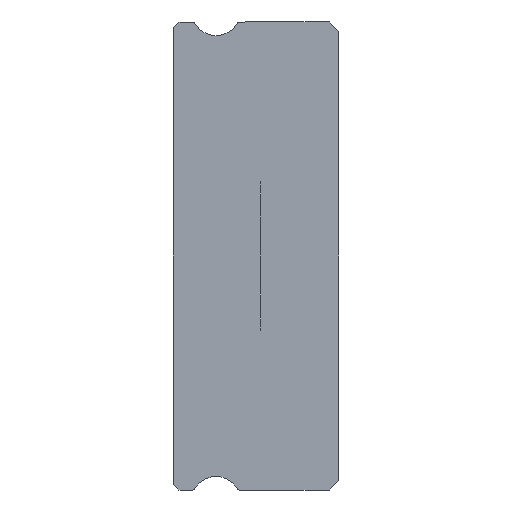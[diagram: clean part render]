
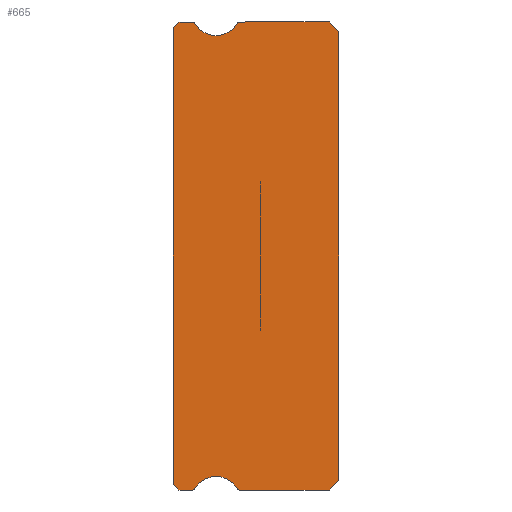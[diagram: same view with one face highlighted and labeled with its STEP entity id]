
A CAD part, left-side view. The second image highlights one B-rep face of the part: STEP entity #665.
In plain terms, the highlighted planar face has unit normal (-1, 0, 0).
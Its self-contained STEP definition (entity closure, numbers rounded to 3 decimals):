
#13 = DIRECTION ( 'NONE',  ( 0., 0., -1. ) ) ;
#29 = DIRECTION ( 'NONE',  ( 0., 0., -1. ) ) ;
#53 = DIRECTION ( 'NONE',  ( 0., 0., -1. ) ) ;
#66 = ORIENTED_EDGE ( 'NONE', *, *, #2836, .F. ) ;
#110 = DIRECTION ( 'NONE',  ( 1., 0., 0. ) ) ;
#121 = VERTEX_POINT ( 'NONE', #945 ) ;
#132 = EDGE_CURVE ( 'NONE', #507, #1468, #949, .T. ) ;
#180 = LINE ( 'NONE', #2649, #2732 ) ;
#202 = AXIS2_PLACEMENT_3D ( 'NONE', #3263, #1841, #1540 ) ;
#206 = DIRECTION ( 'NONE',  ( 0., 0., -1. ) ) ;
#238 = VECTOR ( 'NONE', #2269, 1000. ) ;
#243 = LINE ( 'NONE', #1654, #4045 ) ;
#244 = LINE ( 'NONE', #3030, #2688 ) ;
#277 = ORIENTED_EDGE ( 'NONE', *, *, #1432, .T. ) ;
#299 = EDGE_CURVE ( 'NONE', #647, #2412, #1304, .T. ) ;
#312 = VERTEX_POINT ( 'NONE', #2354 ) ;
#380 = ORIENTED_EDGE ( 'NONE', *, *, #724, .F. ) ;
#408 = EDGE_CURVE ( 'NONE', #3427, #1424, #1461, .T. ) ;
#418 = VERTEX_POINT ( 'NONE', #2839 ) ;
#430 = ORIENTED_EDGE ( 'NONE', *, *, #462, .F. ) ;
#462 = EDGE_CURVE ( 'NONE', #4181, #418, #554, .T. ) ;
#480 = VERTEX_POINT ( 'NONE', #2862 ) ;
#504 = DIRECTION ( 'NONE',  ( 0., 0., -1. ) ) ;
#507 = VERTEX_POINT ( 'NONE', #677 ) ;
#514 = ORIENTED_EDGE ( 'NONE', *, *, #1707, .F. ) ;
#554 = CIRCLE ( 'NONE', #3758, 0.15 ) ;
#567 = VERTEX_POINT ( 'NONE', #2736 ) ;
#647 = VERTEX_POINT ( 'NONE', #3916 ) ;
#665 = ADVANCED_FACE ( 'NONE', ( #4286 ), #1169, .F. ) ;
#667 = DIRECTION ( 'NONE',  ( 0., 1., 0. ) ) ;
#677 = CARTESIAN_POINT ( 'NONE',  ( -5., 7.383, -11.925 ) ) ;
#683 = ORIENTED_EDGE ( 'NONE', *, *, #1628, .F. ) ;
#703 = EDGE_CURVE ( 'NONE', #4091, #4181, #1591, .T. ) ;
#719 = ORIENTED_EDGE ( 'NONE', *, *, #408, .F. ) ;
#724 = EDGE_CURVE ( 'NONE', #1424, #312, #1463, .T. ) ;
#728 = VECTOR ( 'NONE', #1417, 1000. ) ;
#733 = ORIENTED_EDGE ( 'NONE', *, *, #4506, .F. ) ;
#786 = CARTESIAN_POINT ( 'NONE',  ( -5., 7.383, 11.925 ) ) ;
#867 = CARTESIAN_POINT ( 'NONE',  ( -5., 6.3, 12.55 ) ) ;
#881 = DIRECTION ( 'NONE',  ( 1., 0., 0. ) ) ;
#898 = CARTESIAN_POINT ( 'NONE',  ( -5., 5.088, -11.85 ) ) ;
#933 = AXIS2_PLACEMENT_3D ( 'NONE', #2560, #2241, #1903 ) ;
#945 = CARTESIAN_POINT ( 'NONE',  ( -5., 8.2, 12. ) ) ;
#949 = CIRCLE ( 'NONE', #2121, 0.15 ) ;
#956 = CARTESIAN_POINT ( 'NONE',  ( -5., 8.2, 12. ) ) ;
#1030 = ORIENTED_EDGE ( 'NONE', *, *, #132, .F. ) ;
#1031 = CARTESIAN_POINT ( 'NONE',  ( -5., 0., 11.5 ) ) ;
#1147 = ORIENTED_EDGE ( 'NONE', *, *, #3823, .T. ) ;
#1169 = PLANE ( 'NONE',  #933 ) ;
#1279 = CIRCLE ( 'NONE', #3974, 1.25 ) ;
#1304 = LINE ( 'NONE', #3796, #4523 ) ;
#1347 = DIRECTION ( 'NONE',  ( 0., 0., 1. ) ) ;
#1414 = ORIENTED_EDGE ( 'NONE', *, *, #3900, .T. ) ;
#1417 = DIRECTION ( 'NONE',  ( 0., 0.707, -0.707 ) ) ;
#1424 = VERTEX_POINT ( 'NONE', #3168 ) ;
#1429 = CARTESIAN_POINT ( 'NONE',  ( -5., 7.512, -12. ) ) ;
#1432 = EDGE_CURVE ( 'NONE', #121, #2375, #2137, .T. ) ;
#1441 = DIRECTION ( 'NONE',  ( 1., 0., 0. ) ) ;
#1461 = LINE ( 'NONE', #3939, #728 ) ;
#1463 = LINE ( 'NONE', #4236, #3610 ) ;
#1468 = VERTEX_POINT ( 'NONE', #1429 ) ;
#1521 = DIRECTION ( 'NONE',  ( -1., 0., 0. ) ) ;
#1540 = DIRECTION ( 'NONE',  ( 0., 0., -1. ) ) ;
#1548 = ORIENTED_EDGE ( 'NONE', *, *, #2211, .T. ) ;
#1591 = CIRCLE ( 'NONE', #2537, 1.25 ) ;
#1628 = EDGE_CURVE ( 'NONE', #3933, #507, #4138, .T. ) ;
#1633 = CARTESIAN_POINT ( 'NONE',  ( -5., 5.217, -11.925 ) ) ;
#1654 = CARTESIAN_POINT ( 'NONE',  ( -5., 7.512, -12. ) ) ;
#1707 = EDGE_CURVE ( 'NONE', #418, #647, #244, .T. ) ;
#1738 = ORIENTED_EDGE ( 'NONE', *, *, #4245, .T. ) ;
#1778 = CARTESIAN_POINT ( 'NONE',  ( -5., 8.5, 11.7 ) ) ;
#1792 = VERTEX_POINT ( 'NONE', #2738 ) ;
#1841 = DIRECTION ( 'NONE',  ( -1., 0., 0. ) ) ;
#1858 = AXIS2_PLACEMENT_3D ( 'NONE', #898, #110, #4317 ) ;
#1903 = DIRECTION ( 'NONE',  ( 0., 0., -1. ) ) ;
#1967 = DIRECTION ( 'NONE',  ( 0., 1., 0. ) ) ;
#2118 = DIRECTION ( 'NONE',  ( 0., 0.707, -0.707 ) ) ;
#2121 = AXIS2_PLACEMENT_3D ( 'NONE', #2616, #881, #206 ) ;
#2137 = LINE ( 'NONE', #1778, #3268 ) ;
#2211 = EDGE_CURVE ( 'NONE', #3427, #2412, #4476, .T. ) ;
#2241 = DIRECTION ( 'NONE',  ( 1., 0., 0. ) ) ;
#2258 = ORIENTED_EDGE ( 'NONE', *, *, #299, .F. ) ;
#2265 = DIRECTION ( 'NONE',  ( -1., 0., 0. ) ) ;
#2269 = DIRECTION ( 'NONE',  ( 0., 0., 1. ) ) ;
#2336 = DIRECTION ( 'NONE',  ( 0., -0.707, -0.707 ) ) ;
#2354 = CARTESIAN_POINT ( 'NONE',  ( -5., 5.088, -12. ) ) ;
#2375 = VERTEX_POINT ( 'NONE', #3889 ) ;
#2386 = CARTESIAN_POINT ( 'NONE',  ( -5., 6.3, 11.3 ) ) ;
#2412 = VERTEX_POINT ( 'NONE', #3963 ) ;
#2513 = AXIS2_PLACEMENT_3D ( 'NONE', #2846, #4529, #13 ) ;
#2537 = AXIS2_PLACEMENT_3D ( 'NONE', #867, #2265, #53 ) ;
#2560 = CARTESIAN_POINT ( 'NONE',  ( -5., 7.512, 11.85 ) ) ;
#2596 = CARTESIAN_POINT ( 'NONE',  ( -5., 0., -11.5 ) ) ;
#2616 = CARTESIAN_POINT ( 'NONE',  ( -5., 7.512, -11.85 ) ) ;
#2649 = CARTESIAN_POINT ( 'NONE',  ( -5., 8.2, -12. ) ) ;
#2688 = VECTOR ( 'NONE', #3337, 1000. ) ;
#2732 = VECTOR ( 'NONE', #2336, 1000. ) ;
#2736 = CARTESIAN_POINT ( 'NONE',  ( -5., 8.5, -11.7 ) ) ;
#2738 = CARTESIAN_POINT ( 'NONE',  ( -5., 8.2, -12. ) ) ;
#2752 = EDGE_LOOP ( 'NONE', ( #3155, #1147, #1414, #1030, #683, #66, #380, #719, #1548, #2258, #514, #430, #3378, #733, #2878, #1738, #277 ) ) ;
#2836 = EDGE_CURVE ( 'NONE', #312, #3933, #3960, .T. ) ;
#2839 = CARTESIAN_POINT ( 'NONE',  ( -5., 5.088, 12. ) ) ;
#2846 = CARTESIAN_POINT ( 'NONE',  ( -5., 7.512, 11.85 ) ) ;
#2862 = CARTESIAN_POINT ( 'NONE',  ( -5., 7.512, 12. ) ) ;
#2878 = ORIENTED_EDGE ( 'NONE', *, *, #3009, .F. ) ;
#2937 = LINE ( 'NONE', #3896, #238 ) ;
#3009 = EDGE_CURVE ( 'NONE', #480, #4441, #3966, .T. ) ;
#3030 = CARTESIAN_POINT ( 'NONE',  ( -5., 7.512, 12. ) ) ;
#3044 = EDGE_CURVE ( 'NONE', #567, #2375, #2937, .T. ) ;
#3144 = VECTOR ( 'NONE', #1347, 1000. ) ;
#3155 = ORIENTED_EDGE ( 'NONE', *, *, #3044, .F. ) ;
#3159 = CARTESIAN_POINT ( 'NONE',  ( -5., 5.088, 11.85 ) ) ;
#3168 = CARTESIAN_POINT ( 'NONE',  ( -5., 0.5, -12. ) ) ;
#3263 = CARTESIAN_POINT ( 'NONE',  ( -5., 6.3, -12.55 ) ) ;
#3268 = VECTOR ( 'NONE', #2118, 1000. ) ;
#3337 = DIRECTION ( 'NONE',  ( 0., -1., 0. ) ) ;
#3378 = ORIENTED_EDGE ( 'NONE', *, *, #703, .F. ) ;
#3427 = VERTEX_POINT ( 'NONE', #2596 ) ;
#3610 = VECTOR ( 'NONE', #1967, 1000. ) ;
#3635 = CARTESIAN_POINT ( 'NONE',  ( -5., 5.217, 11.925 ) ) ;
#3758 = AXIS2_PLACEMENT_3D ( 'NONE', #3159, #1441, #29 ) ;
#3796 = CARTESIAN_POINT ( 'NONE',  ( -5., 0.5, 12. ) ) ;
#3823 = EDGE_CURVE ( 'NONE', #567, #1792, #180, .T. ) ;
#3889 = CARTESIAN_POINT ( 'NONE',  ( -5., 8.5, 11.7 ) ) ;
#3896 = CARTESIAN_POINT ( 'NONE',  ( -5., 8.5, 11.85 ) ) ;
#3900 = EDGE_CURVE ( 'NONE', #1792, #1468, #243, .T. ) ;
#3916 = CARTESIAN_POINT ( 'NONE',  ( -5., 0.5, 12. ) ) ;
#3933 = VERTEX_POINT ( 'NONE', #1633 ) ;
#3939 = CARTESIAN_POINT ( 'NONE',  ( -5., 0., -11.5 ) ) ;
#3960 = CIRCLE ( 'NONE', #1858, 0.15 ) ;
#3963 = CARTESIAN_POINT ( 'NONE',  ( -5., 0., 11.5 ) ) ;
#3966 = CIRCLE ( 'NONE', #2513, 0.15 ) ;
#3974 = AXIS2_PLACEMENT_3D ( 'NONE', #4275, #1521, #504 ) ;
#4045 = VECTOR ( 'NONE', #4430, 1000. ) ;
#4090 = LINE ( 'NONE', #956, #4505 ) ;
#4091 = VERTEX_POINT ( 'NONE', #2386 ) ;
#4138 = CIRCLE ( 'NONE', #202, 1.25 ) ;
#4181 = VERTEX_POINT ( 'NONE', #3635 ) ;
#4236 = CARTESIAN_POINT ( 'NONE',  ( -5., 7.512, -12. ) ) ;
#4245 = EDGE_CURVE ( 'NONE', #480, #121, #4090, .T. ) ;
#4275 = CARTESIAN_POINT ( 'NONE',  ( -5., 6.3, 12.55 ) ) ;
#4286 = FACE_OUTER_BOUND ( 'NONE', #2752, .T. ) ;
#4317 = DIRECTION ( 'NONE',  ( 0., 0., -1. ) ) ;
#4430 = DIRECTION ( 'NONE',  ( 0., -1., 0. ) ) ;
#4441 = VERTEX_POINT ( 'NONE', #786 ) ;
#4476 = LINE ( 'NONE', #1031, #3144 ) ;
#4499 = DIRECTION ( 'NONE',  ( 0., -0.707, -0.707 ) ) ;
#4505 = VECTOR ( 'NONE', #667, 1000. ) ;
#4506 = EDGE_CURVE ( 'NONE', #4441, #4091, #1279, .T. ) ;
#4523 = VECTOR ( 'NONE', #4499, 1000. ) ;
#4529 = DIRECTION ( 'NONE',  ( 1., 0., 0. ) ) ;
